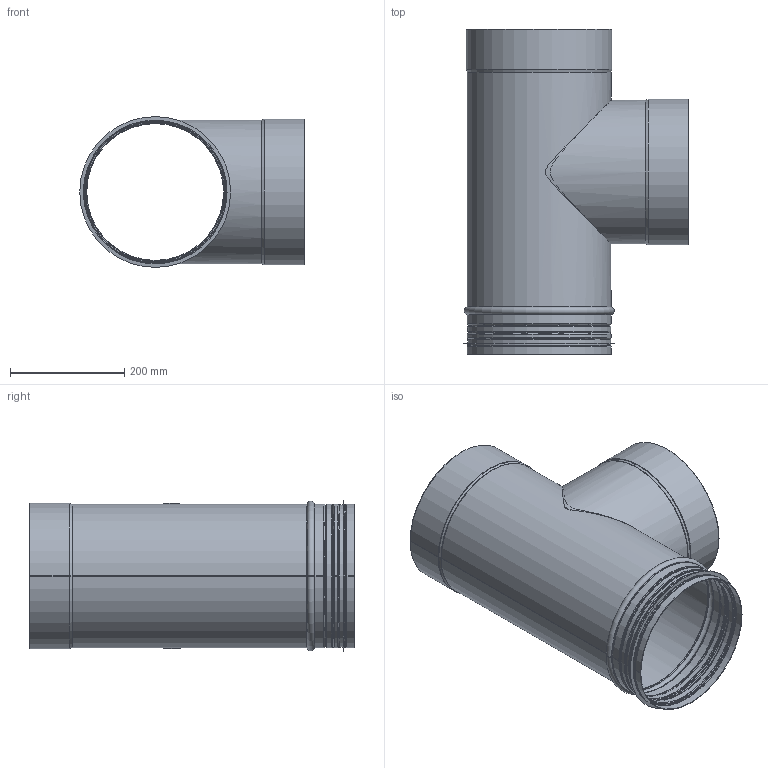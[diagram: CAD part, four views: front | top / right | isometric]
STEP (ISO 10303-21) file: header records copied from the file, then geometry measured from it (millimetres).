
FILE_DESCRIPTION(/* description */ ('Rörämne gren'),/* implementation_level */ '2;1');
FILE_NAME(/* name */ 'HTKMH-9.stp',/* time_stamp */ '2016-02-11T07:46:41+01:00',/* author */ ('John'),/* organization */ (''),/* preprocessor_version */ 'ST-DEVELOPER v15.6',/* originating_system */ 'Autodesk Inventor 2015',/* authorisation */ '');
FILE_SCHEMA (('AUTOMOTIVE_DESIGN { 1 0 10303 214 3 1 1 }'));
Length unit declared in the file: millimetre
Products named in the file (5): HTKMH-AA-9; HTKMH-AB-9; HIK-AA-5; HIK-AB-5; HTKMH-9
Assembly tree (4 placements, depth 2):
  HTKMH-9
    HTKMH-AA-9
    HTKMH-AB-9
    HIK-AA-5
    HIK-AB-5
Bounding box: 393.8 x 570 x 264.6 mm (x, y, z)
Volume: 544089.9 mm3; surface area: 1141231.7 mm2
Topology: 4 solids, 4 shells, 143 faces, 283 edges, 148 vertices
Faces by surface type: plane 67, torus 36, cylinder 26, cone 14
Full cylindrical faces by diameter (mm): 247 x2, 249 x1, 250.6 x2, 251.6 x1, 264.6 x1
Entity records: 4228 total; most frequent: CARTESIAN_POINT 1022, DIRECTION 708, ORIENTED_EDGE 536, AXIS2_PLACEMENT_3D 292, EDGE_CURVE 268, EDGE_LOOP 164, VERTEX_POINT 148, STYLED_ITEM 147
